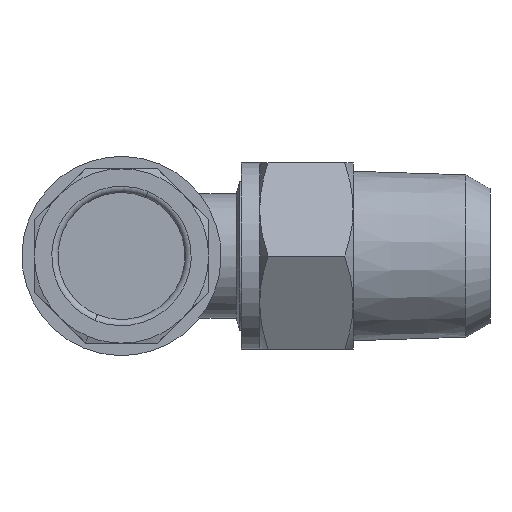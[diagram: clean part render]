
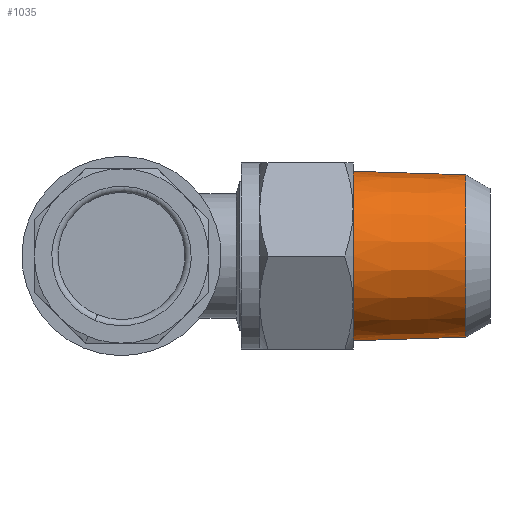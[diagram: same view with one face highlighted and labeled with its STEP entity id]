
A CAD part, left-side view. The second image highlights one B-rep face of the part: STEP entity #1035.
In plain terms, the highlighted conical face has half-angle 1.79 degrees and reference radius 6.52 mm.
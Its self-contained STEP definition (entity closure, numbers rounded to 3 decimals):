
#500 = LINE ( 'NONE', #6213, #501 ) ;
#501 = VECTOR ( 'NONE', #6211, 1000. ) ;
#1035 = ADVANCED_FACE ( 'NONE', ( #4556 ), #4564, .T. ) ;
#1445 = CARTESIAN_POINT ( 'NONE',  ( 0., -4.66, -6.52 ) ) ;
#1450 = DIRECTION ( 'NONE',  ( 0., 1., -0.031 ) ) ;
#1508 = CARTESIAN_POINT ( 'NONE',  ( 0., 4.4, 0. ) ) ;
#1510 = DIRECTION ( 'NONE',  ( 0., -1., 0. ) ) ;
#1512 = DIRECTION ( 'NONE',  ( 0., 0., -1. ) ) ;
#1513 = CARTESIAN_POINT ( 'NONE',  ( 0., -4.66, 0. ) ) ;
#1514 = DIRECTION ( 'NONE',  ( 0., -1., 0. ) ) ;
#1515 = DIRECTION ( 'NONE',  ( 0., 0., -1. ) ) ;
#2398 = AXIS2_PLACEMENT_3D ( 'NONE', #1508, #1510, #1512 ) ;
#2399 = AXIS2_PLACEMENT_3D ( 'NONE', #1513, #1514, #1515 ) ;
#2559 = EDGE_LOOP ( 'NONE', ( #2804, #2806, #2808, #2810 ) ) ;
#2804 = ORIENTED_EDGE ( 'NONE', *, *, #4942, .F. ) ;
#2806 = ORIENTED_EDGE ( 'NONE', *, *, #5982, .F. ) ;
#2808 = ORIENTED_EDGE ( 'NONE', *, *, #2962, .T. ) ;
#2810 = ORIENTED_EDGE ( 'NONE', *, *, #5981, .T. ) ;
#2840 = AXIS2_PLACEMENT_3D ( 'NONE', #4058, #4047, #4066 ) ;
#2962 = EDGE_CURVE ( 'NONE', #3168, #3188, #500, .T. ) ;
#3165 = VERTEX_POINT ( 'NONE', #5370 ) ;
#3167 = VERTEX_POINT ( 'NONE', #5371 ) ;
#3168 = VERTEX_POINT ( 'NONE', #5372 ) ;
#3188 = VERTEX_POINT ( 'NONE', #5381 ) ;
#3923 = LINE ( 'NONE', #1445, #3929 ) ;
#3929 = VECTOR ( 'NONE', #1450, 1000. ) ;
#3931 = CIRCLE ( 'NONE', #2398, 6.803 ) ;
#3932 = CIRCLE ( 'NONE', #2399, 6.52 ) ;
#4047 = DIRECTION ( 'NONE',  ( 0., 1., 0. ) ) ;
#4058 = CARTESIAN_POINT ( 'NONE',  ( 0., -4.66, 0. ) ) ;
#4066 = DIRECTION ( 'NONE',  ( 0., 0., 1. ) ) ;
#4556 = FACE_OUTER_BOUND ( 'NONE', #2559, .T. ) ;
#4564 = CONICAL_SURFACE ( 'NONE', #2840, 6.52, 0.031 ) ;
#4942 = EDGE_CURVE ( 'NONE', #3165, #3167, #3923, .T. ) ;
#5370 = CARTESIAN_POINT ( 'NONE',  ( 0., -4.66, -6.52 ) ) ;
#5371 = CARTESIAN_POINT ( 'NONE',  ( 0., 4.4, -6.803 ) ) ;
#5372 = CARTESIAN_POINT ( 'NONE',  ( 0., -4.66, 6.52 ) ) ;
#5381 = CARTESIAN_POINT ( 'NONE',  ( 0., 4.4, 6.803 ) ) ;
#5981 = EDGE_CURVE ( 'NONE', #3188, #3167, #3931, .T. ) ;
#5982 = EDGE_CURVE ( 'NONE', #3168, #3165, #3932, .T. ) ;
#6211 = DIRECTION ( 'NONE',  ( 0., 1., 0.031 ) ) ;
#6213 = CARTESIAN_POINT ( 'NONE',  ( 0., -4.66, 6.52 ) ) ;
